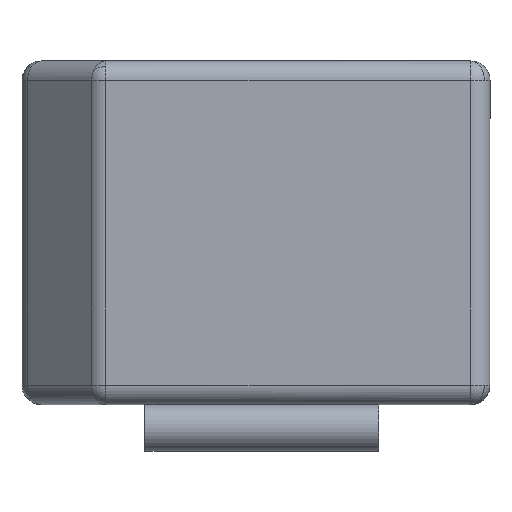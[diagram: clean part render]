
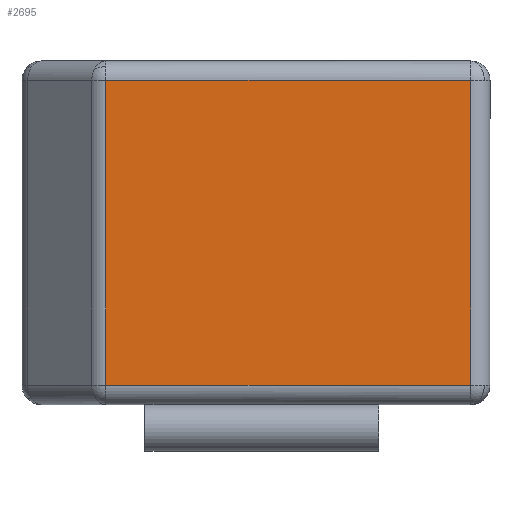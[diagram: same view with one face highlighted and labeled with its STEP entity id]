
A CAD part, left-side view. The second image highlights one B-rep face of the part: STEP entity #2695.
In plain terms, the highlighted planar face has unit normal (-1, 0, 0).
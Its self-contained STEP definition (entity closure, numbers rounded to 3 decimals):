
#168 = DIRECTION ( 'NONE',  ( 0., 0., -1. ) ) ;
#176 = VECTOR ( 'NONE', #2548, 1000. ) ;
#195 = DIRECTION ( 'NONE',  ( -1., 0., 0. ) ) ;
#612 = LINE ( 'NONE', #1961, #3176 ) ;
#649 = CARTESIAN_POINT ( 'NONE',  ( -3.012, 1.9, 4.157 ) ) ;
#759 = LINE ( 'NONE', #3135, #2668 ) ;
#872 = AXIS2_PLACEMENT_3D ( 'NONE', #2923, #195, #1928 ) ;
#881 = ORIENTED_EDGE ( 'NONE', *, *, #1011, .F. ) ;
#924 = ORIENTED_EDGE ( 'NONE', *, *, #2796, .T. ) ;
#931 = LINE ( 'NONE', #2562, #176 ) ;
#995 = DIRECTION ( 'NONE',  ( 0., -1., 0. ) ) ;
#1011 = EDGE_CURVE ( 'NONE', #2169, #2455, #759, .T. ) ;
#1041 = VERTEX_POINT ( 'NONE', #649 ) ;
#1120 = VERTEX_POINT ( 'NONE', #1381 ) ;
#1381 = CARTESIAN_POINT ( 'NONE',  ( -3.012, 1.9, 0.25 ) ) ;
#1478 = DIRECTION ( 'NONE',  ( 0., 0., -1. ) ) ;
#1499 = LINE ( 'NONE', #2222, #2506 ) ;
#1898 = ORIENTED_EDGE ( 'NONE', *, *, #3006, .T. ) ;
#1928 = DIRECTION ( 'NONE',  ( 0., 0., 1. ) ) ;
#1961 = CARTESIAN_POINT ( 'NONE',  ( -3.012, 1.9, 2.203 ) ) ;
#2047 = FACE_OUTER_BOUND ( 'NONE', #2208, .T. ) ;
#2074 = CARTESIAN_POINT ( 'NONE',  ( -3.012, -2.777, 4.157 ) ) ;
#2146 = CARTESIAN_POINT ( 'NONE',  ( -3.012, -2.777, 0.25 ) ) ;
#2169 = VERTEX_POINT ( 'NONE', #2074 ) ;
#2208 = EDGE_LOOP ( 'NONE', ( #881, #1898, #2846, #924 ) ) ;
#2222 = CARTESIAN_POINT ( 'NONE',  ( -3.012, -0.439, 0.25 ) ) ;
#2455 = VERTEX_POINT ( 'NONE', #2146 ) ;
#2506 = VECTOR ( 'NONE', #995, 1000. ) ;
#2548 = DIRECTION ( 'NONE',  ( 0., 1., 0. ) ) ;
#2562 = CARTESIAN_POINT ( 'NONE',  ( -3.012, -0.439, 4.157 ) ) ;
#2668 = VECTOR ( 'NONE', #168, 1000. ) ;
#2695 = ADVANCED_FACE ( 'NONE', ( #2047 ), #2935, .T. ) ;
#2751 = EDGE_CURVE ( 'NONE', #1041, #1120, #612, .T. ) ;
#2796 = EDGE_CURVE ( 'NONE', #1120, #2455, #1499, .T. ) ;
#2846 = ORIENTED_EDGE ( 'NONE', *, *, #2751, .T. ) ;
#2923 = CARTESIAN_POINT ( 'NONE',  ( -3.012, -2.777, 0.25 ) ) ;
#2935 = PLANE ( 'NONE',  #872 ) ;
#3006 = EDGE_CURVE ( 'NONE', #2169, #1041, #931, .T. ) ;
#3135 = CARTESIAN_POINT ( 'NONE',  ( -3.012, -2.777, 2.203 ) ) ;
#3176 = VECTOR ( 'NONE', #1478, 1000. ) ;
